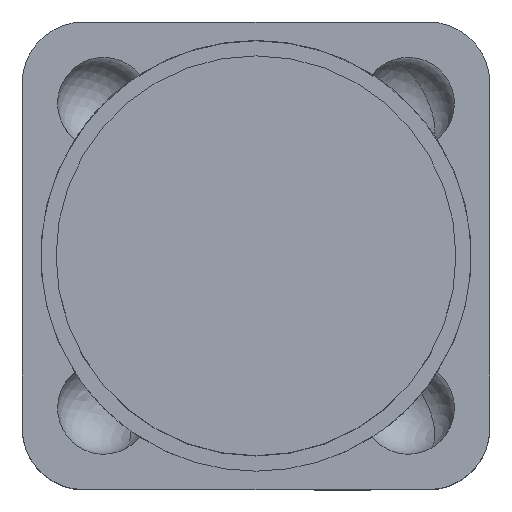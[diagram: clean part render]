
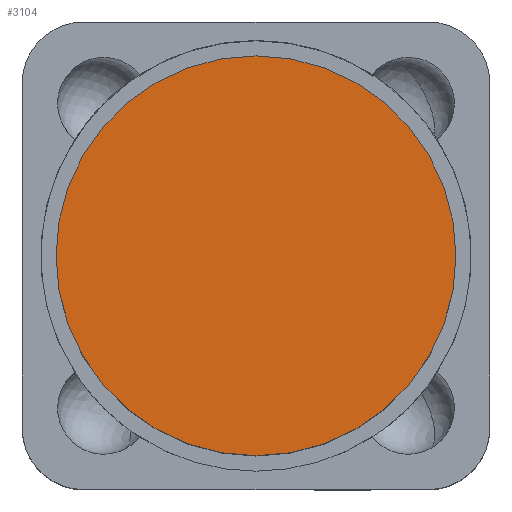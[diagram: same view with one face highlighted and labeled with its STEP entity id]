
A CAD part, top view. The second image highlights one B-rep face of the part: STEP entity #3104.
In plain terms, the highlighted planar face has unit normal (0, 0, 1).
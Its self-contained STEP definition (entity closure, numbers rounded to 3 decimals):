
#3026=CARTESIAN_POINT('',(0.,3.25,3.6));
#3027=VERTEX_POINT('',#3026);
#3043=CARTESIAN_POINT('',(0.,-3.25,3.6));
#3044=VERTEX_POINT('',#3043);
#3051=CARTESIAN_POINT('',(0.0,0.0,3.6));
#3052=DIRECTION('',(0.0,0.0,1.0));
#3053=DIRECTION('',(0.0,1.0,0.0));
#3054=AXIS2_PLACEMENT_3D('',#3051,#3052,#3053);
#3055=CIRCLE('',#3054,3.25);
#3056=EDGE_CURVE('',#3027,#3044,#3055,.T.);
#3067=CARTESIAN_POINT('',(0.0,0.0,3.6));
#3068=DIRECTION('',(0.0,0.0,1.0));
#3069=DIRECTION('',(0.0,1.0,0.0));
#3070=AXIS2_PLACEMENT_3D('',#3067,#3068,#3069);
#3071=CIRCLE('',#3070,3.25);
#3072=EDGE_CURVE('',#3044,#3027,#3071,.T.);
#3095=CARTESIAN_POINT('',(0.0,0.0,3.6));
#3096=DIRECTION('',(0.0,0.0,1.0));
#3097=DIRECTION('',(0.0,1.0,0.0));
#3098=AXIS2_PLACEMENT_3D('',#3095,#3096,#3097);
#3099=PLANE('',#3098);
#3100=ORIENTED_EDGE('',*,*,#3056,.T.);
#3101=ORIENTED_EDGE('',*,*,#3072,.T.);
#3102=EDGE_LOOP('',(#3100,#3101));
#3103=FACE_OUTER_BOUND('',#3102,.T.);
#3104=ADVANCED_FACE('',(#3103),#3099,.T.);
